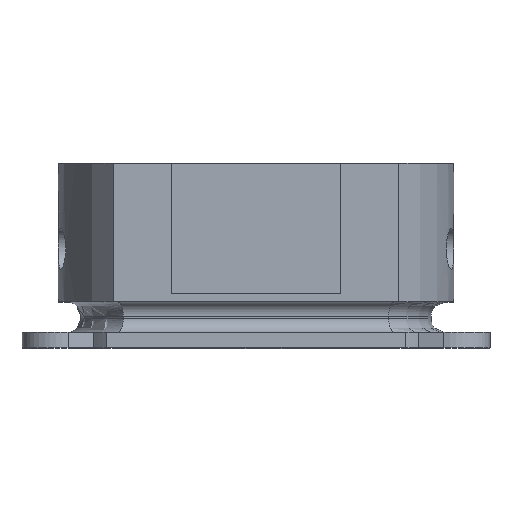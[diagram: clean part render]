
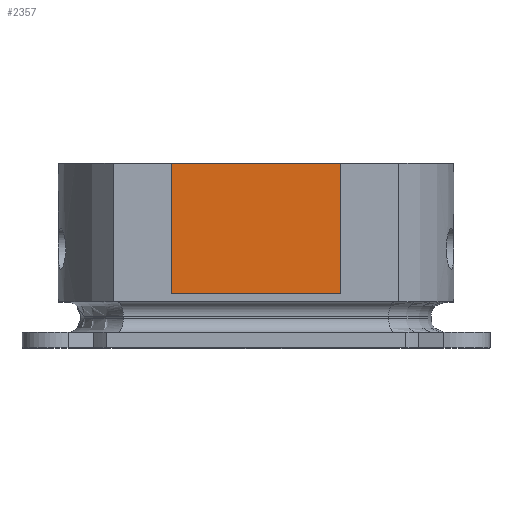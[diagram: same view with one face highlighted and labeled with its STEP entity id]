
A CAD part, top view. The second image highlights one B-rep face of the part: STEP entity #2357.
In plain terms, the highlighted planar face has unit normal (0, 0, 1).
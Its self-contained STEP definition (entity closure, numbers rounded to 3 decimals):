
#1960 = VERTEX_POINT('',#1961);
#1961 = CARTESIAN_POINT('',(-8.25,-10.,10.124));
#1967 = EDGE_CURVE('',#1960,#1968,#1970,.T.);
#1968 = VERTEX_POINT('',#1969);
#1969 = CARTESIAN_POINT('',(8.25,-10.,10.124));
#1970 = LINE('',#1971,#1972);
#1971 = CARTESIAN_POINT('',(-8.25,-10.,10.124));
#1972 = VECTOR('',#1973,1.);
#1973 = DIRECTION('',(1.,0.,0.));
#2146 = EDGE_CURVE('',#1968,#2147,#2149,.T.);
#2147 = VERTEX_POINT('',#2148);
#2148 = CARTESIAN_POINT('',(8.25,-22.7,10.124));
#2149 = LINE('',#2150,#2151);
#2150 = CARTESIAN_POINT('',(8.25,-10.,10.124));
#2151 = VECTOR('',#2152,1.);
#2152 = DIRECTION('',(0.,-1.,0.));
#2171 = VERTEX_POINT('',#2172);
#2172 = CARTESIAN_POINT('',(-8.25,-22.7,10.124));
#2178 = EDGE_CURVE('',#2171,#2147,#2179,.T.);
#2179 = LINE('',#2180,#2181);
#2180 = CARTESIAN_POINT('',(-8.25,-22.7,10.124));
#2181 = VECTOR('',#2182,1.);
#2182 = DIRECTION('',(1.,0.,0.));
#2196 = EDGE_CURVE('',#1960,#2171,#2197,.T.);
#2197 = LINE('',#2198,#2199);
#2198 = CARTESIAN_POINT('',(-8.25,-10.,10.124));
#2199 = VECTOR('',#2200,1.);
#2200 = DIRECTION('',(0.,-1.,0.));
#2357 = ADVANCED_FACE('',(#2358),#2364,.T.);
#2358 = FACE_BOUND('',#2359,.T.);
#2359 = EDGE_LOOP('',(#2360,#2361,#2362,#2363));
#2360 = ORIENTED_EDGE('',*,*,#2196,.T.);
#2361 = ORIENTED_EDGE('',*,*,#2178,.T.);
#2362 = ORIENTED_EDGE('',*,*,#2146,.F.);
#2363 = ORIENTED_EDGE('',*,*,#1967,.F.);
#2364 = PLANE('',#2365);
#2365 = AXIS2_PLACEMENT_3D('',#2366,#2367,#2368);
#2366 = CARTESIAN_POINT('',(-8.25,-10.,10.124));
#2367 = DIRECTION('',(0.,0.,1.));
#2368 = DIRECTION('',(1.,0.,0.));
